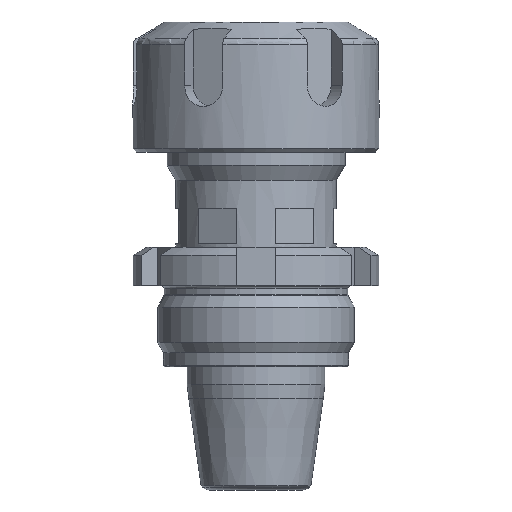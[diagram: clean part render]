
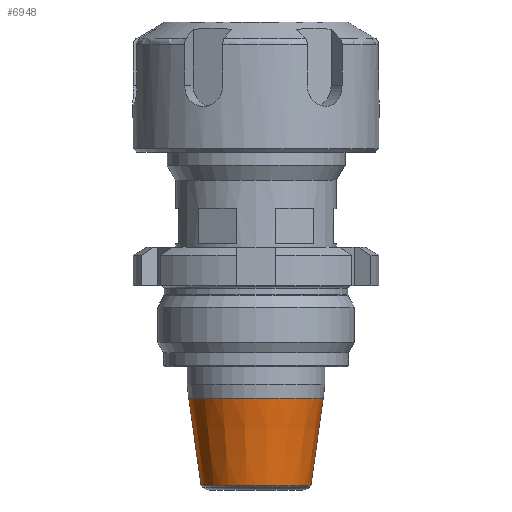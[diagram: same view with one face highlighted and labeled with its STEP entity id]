
A CAD part, left-side view. The second image highlights one B-rep face of the part: STEP entity #6948.
In plain terms, the highlighted conical face has half-angle 8 degrees and reference radius 7.808 mm.
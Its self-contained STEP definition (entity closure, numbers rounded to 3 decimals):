
#1317 = AXIS2_PLACEMENT_3D ( 'NONE', #2167, #14136, #16948 ) ;
#1505 = EDGE_CURVE ( 'NONE', #8509, #8509, #4275, .T. ) ;
#2167 = CARTESIAN_POINT ( 'NONE',  ( 0., 0., -32.42 ) ) ;
#2845 = EDGE_CURVE ( 'NONE', #4014, #4014, #18714, .T. ) ;
#3268 = DIRECTION ( 'NONE',  ( 0., -1., 0. ) ) ;
#3691 = CARTESIAN_POINT ( 'NONE',  ( 0., 0., -19.993 ) ) ;
#4014 = VERTEX_POINT ( 'NONE', #4472 ) ;
#4275 = CIRCLE ( 'NONE', #13434, 9.554 ) ;
#4472 = CARTESIAN_POINT ( 'NONE',  ( 0., -7.808, -32.42 ) ) ;
#5028 = ORIENTED_EDGE ( 'NONE', *, *, #2845, .T. ) ;
#6577 = EDGE_LOOP ( 'NONE', ( #5028 ) ) ;
#6738 = DIRECTION ( 'NONE',  ( 0., -1., 0. ) ) ;
#6948 = ADVANCED_FACE ( 'NONE', ( #16879, #12409 ), #14782, .T. ) ;
#7874 = EDGE_LOOP ( 'NONE', ( #11563 ) ) ;
#8509 = VERTEX_POINT ( 'NONE', #17857 ) ;
#9196 = DIRECTION ( 'NONE',  ( 0., 0., 1. ) ) ;
#11563 = ORIENTED_EDGE ( 'NONE', *, *, #1505, .F. ) ;
#12409 = FACE_BOUND ( 'NONE', #6577, .T. ) ;
#13434 = AXIS2_PLACEMENT_3D ( 'NONE', #3691, #15722, #6738 ) ;
#14136 = DIRECTION ( 'NONE',  ( 0., 0., 1. ) ) ;
#14782 = CONICAL_SURFACE ( 'NONE', #1317, 7.808, 0.14 ) ;
#15722 = DIRECTION ( 'NONE',  ( 0., 0., 1. ) ) ;
#16879 = FACE_OUTER_BOUND ( 'NONE', #7874, .T. ) ;
#16948 = DIRECTION ( 'NONE',  ( 0., -1., 0. ) ) ;
#17857 = CARTESIAN_POINT ( 'NONE',  ( 0., -9.554, -19.993 ) ) ;
#18175 = CARTESIAN_POINT ( 'NONE',  ( 0., 0., -32.42 ) ) ;
#18565 = AXIS2_PLACEMENT_3D ( 'NONE', #18175, #9196, #3268 ) ;
#18714 = CIRCLE ( 'NONE', #18565, 7.808 ) ;
